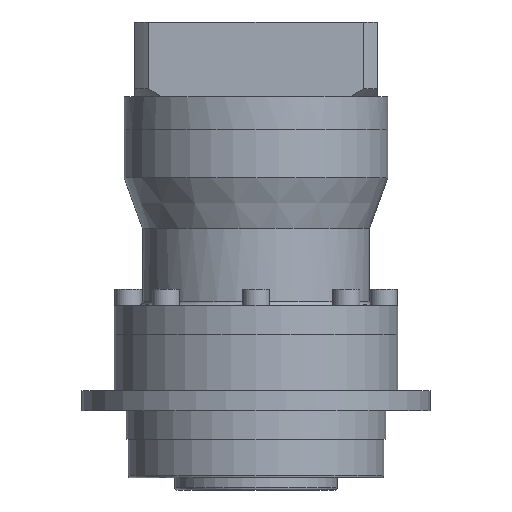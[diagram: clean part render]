
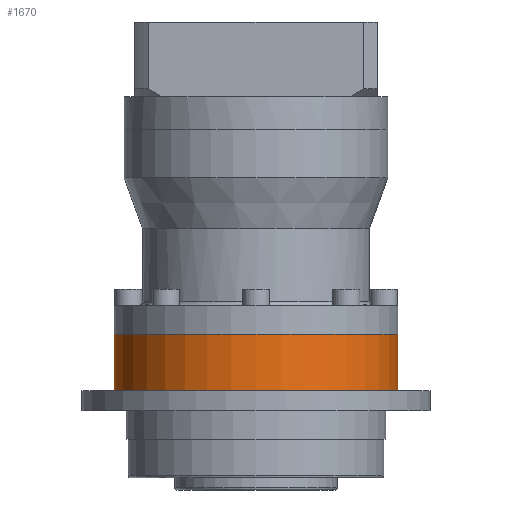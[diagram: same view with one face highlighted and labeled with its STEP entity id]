
A CAD part, front view. The second image highlights one B-rep face of the part: STEP entity #1670.
In plain terms, the highlighted cylindrical face has radius 35 mm (diameter 70 mm), a partial arc.
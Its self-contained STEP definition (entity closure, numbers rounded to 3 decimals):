
#338 = CARTESIAN_POINT ( 'NONE',  ( 0., 0., -72.5 ) ) ;
#571 = AXIS2_PLACEMENT_3D ( 'NONE', #338, #6013, #1141 ) ;
#976 = VERTEX_POINT ( 'NONE', #5575 ) ;
#1040 = ORIENTED_EDGE ( 'NONE', *, *, #1605, .T. ) ;
#1141 = DIRECTION ( 'NONE',  ( -1., 0., 0. ) ) ;
#1605 = EDGE_CURVE ( 'NONE', #7675, #7117, #8732, .T. ) ;
#1670 = ADVANCED_FACE ( 'NONE', ( #9887 ), #7483, .T. ) ;
#1960 = CIRCLE ( 'NONE', #3846, 35. ) ;
#3405 = EDGE_LOOP ( 'NONE', ( #3726, #5381, #1040, #8409 ) ) ;
#3726 = ORIENTED_EDGE ( 'NONE', *, *, #4326, .F. ) ;
#3840 = CARTESIAN_POINT ( 'NONE',  ( 0., 0., -72.5 ) ) ;
#3846 = AXIS2_PLACEMENT_3D ( 'NONE', #9653, #4764, #10471 ) ;
#3910 = CIRCLE ( 'NONE', #571, 35. ) ;
#4137 = DIRECTION ( 'NONE',  ( 0., 0., 1. ) ) ;
#4326 = EDGE_CURVE ( 'NONE', #7263, #976, #8343, .T. ) ;
#4764 = DIRECTION ( 'NONE',  ( 0., 0., 1. ) ) ;
#5381 = ORIENTED_EDGE ( 'NONE', *, *, #7815, .F. ) ;
#5575 = CARTESIAN_POINT ( 'NONE',  ( -35., 0., -58.5 ) ) ;
#6013 = DIRECTION ( 'NONE',  ( 0., 0., -1. ) ) ;
#6140 = DIRECTION ( 'NONE',  ( 0., 0., 1. ) ) ;
#6313 = DIRECTION ( 'NONE',  ( 1., 0., 0. ) ) ;
#6590 = VECTOR ( 'NONE', #4137, 1000. ) ;
#7070 = CARTESIAN_POINT ( 'NONE',  ( 35., 0., -58.5 ) ) ;
#7117 = VERTEX_POINT ( 'NONE', #7070 ) ;
#7206 = CARTESIAN_POINT ( 'NONE',  ( -35., 0., -72.5 ) ) ;
#7263 = VERTEX_POINT ( 'NONE', #7206 ) ;
#7391 = CARTESIAN_POINT ( 'NONE',  ( 35., 0., -72.5 ) ) ;
#7483 = CYLINDRICAL_SURFACE ( 'NONE', #9636, 35. ) ;
#7675 = VERTEX_POINT ( 'NONE', #7391 ) ;
#7815 = EDGE_CURVE ( 'NONE', #7675, #7263, #3910, .T. ) ;
#8210 = CARTESIAN_POINT ( 'NONE',  ( 35., 0., -72.5 ) ) ;
#8343 = LINE ( 'NONE', #9368, #9976 ) ;
#8409 = ORIENTED_EDGE ( 'NONE', *, *, #9420, .F. ) ;
#8732 = LINE ( 'NONE', #8210, #6590 ) ;
#9368 = CARTESIAN_POINT ( 'NONE',  ( -35., 0., -72.5 ) ) ;
#9420 = EDGE_CURVE ( 'NONE', #976, #7117, #1960, .T. ) ;
#9534 = DIRECTION ( 'NONE',  ( 0., 0., 1. ) ) ;
#9636 = AXIS2_PLACEMENT_3D ( 'NONE', #3840, #9534, #6313 ) ;
#9653 = CARTESIAN_POINT ( 'NONE',  ( 0., 0., -58.5 ) ) ;
#9887 = FACE_OUTER_BOUND ( 'NONE', #3405, .T. ) ;
#9976 = VECTOR ( 'NONE', #6140, 1000. ) ;
#10471 = DIRECTION ( 'NONE',  ( 1., 0., 0. ) ) ;
